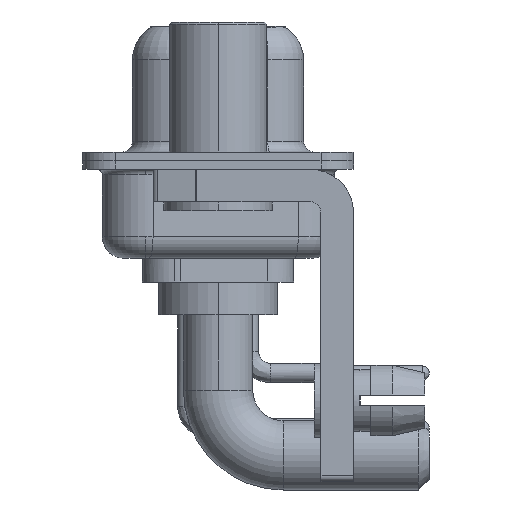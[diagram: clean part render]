
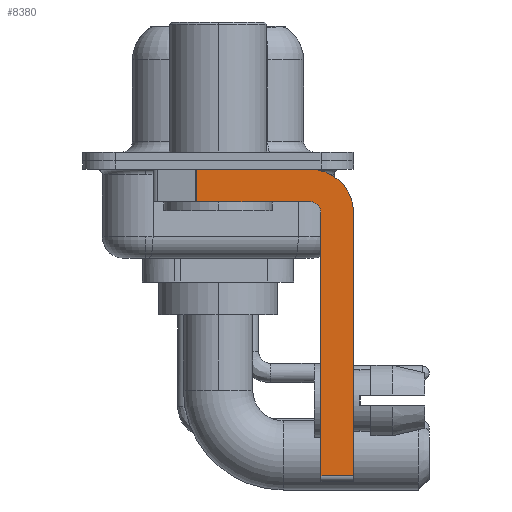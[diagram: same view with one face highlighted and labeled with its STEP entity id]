
A CAD part, left-side view. The second image highlights one B-rep face of the part: STEP entity #8380.
In plain terms, the highlighted planar face has unit normal (-1, 0, 0).
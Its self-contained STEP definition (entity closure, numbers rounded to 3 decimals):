
#206 = AXIS2_PLACEMENT_3D ( 'NONE', #21709, #3606, #513 ) ;
#295 = ORIENTED_EDGE ( 'NONE', *, *, #15957, .F. ) ;
#495 = DIRECTION ( 'NONE',  ( 0., 0., -1. ) ) ;
#513 = DIRECTION ( 'NONE',  ( 0., 0., -1. ) ) ;
#767 = DIRECTION ( 'NONE',  ( 1., 0., 0. ) ) ;
#870 = EDGE_CURVE ( 'NONE', #23804, #3053, #21881, .T. ) ;
#1234 = ORIENTED_EDGE ( 'NONE', *, *, #25514, .T. ) ;
#1448 = VERTEX_POINT ( 'NONE', #18536 ) ;
#2145 = VECTOR ( 'NONE', #8871, 1000. ) ;
#2410 = CARTESIAN_POINT ( 'NONE',  ( -2.9, 0.978, -1.9 ) ) ;
#3053 = VERTEX_POINT ( 'NONE', #17726 ) ;
#3446 = DIRECTION ( 'NONE',  ( 0., -1., 0. ) ) ;
#3606 = DIRECTION ( 'NONE',  ( 1., 0., 0. ) ) ;
#3641 = CARTESIAN_POINT ( 'NONE',  ( -2.9, -4.75, -14.8 ) ) ;
#4025 = DIRECTION ( 'NONE',  ( 0., 0., 1. ) ) ;
#4551 = DIRECTION ( 'NONE',  ( 0., 0., 1. ) ) ;
#5534 = VECTOR ( 'NONE', #3446, 1000. ) ;
#6309 = LINE ( 'NONE', #20189, #18403 ) ;
#6644 = VERTEX_POINT ( 'NONE', #12511 ) ;
#7803 = CARTESIAN_POINT ( 'NONE',  ( -2.9, 3., -0.4 ) ) ;
#8380 = ADVANCED_FACE ( 'NONE', ( #12986 ), #20637, .F. ) ;
#8702 = CARTESIAN_POINT ( 'NONE',  ( -2.9, -4.25, -1.9 ) ) ;
#8814 = EDGE_LOOP ( 'NONE', ( #20898, #1234, #23441, #17603, #17893, #19234, #26137, #295 ) ) ;
#8871 = DIRECTION ( 'NONE',  ( 0., -1., 0. ) ) ;
#8914 = DIRECTION ( 'NONE',  ( -1., 0., 0. ) ) ;
#10318 = DIRECTION ( 'NONE',  ( 0., 1., 0. ) ) ;
#10679 = CARTESIAN_POINT ( 'NONE',  ( -2.9, -6.25, -2.4 ) ) ;
#10748 = VECTOR ( 'NONE', #10318, 1000. ) ;
#11360 = EDGE_CURVE ( 'NONE', #1448, #6644, #25890, .T. ) ;
#11796 = CARTESIAN_POINT ( 'NONE',  ( -2.9, -6.25, -14.55 ) ) ;
#12077 = AXIS2_PLACEMENT_3D ( 'NONE', #20891, #767, #495 ) ;
#12157 = EDGE_CURVE ( 'NONE', #23804, #23180, #18555, .T. ) ;
#12511 = CARTESIAN_POINT ( 'NONE',  ( -2.9, -4.25, -0.4 ) ) ;
#12832 = LINE ( 'NONE', #18629, #10748 ) ;
#12986 = FACE_OUTER_BOUND ( 'NONE', #8814, .T. ) ;
#14378 = DIRECTION ( 'NONE',  ( 0., 0., -1. ) ) ;
#14651 = EDGE_CURVE ( 'NONE', #21801, #20948, #12832, .T. ) ;
#15503 = DIRECTION ( 'NONE',  ( 0., 0., -1. ) ) ;
#15506 = AXIS2_PLACEMENT_3D ( 'NONE', #22780, #8914, #4551 ) ;
#15957 = EDGE_CURVE ( 'NONE', #6644, #21791, #17490, .T. ) ;
#17104 = VECTOR ( 'NONE', #15503, 1000. ) ;
#17476 = LINE ( 'NONE', #21174, #17104 ) ;
#17490 = CIRCLE ( 'NONE', #206, 2. ) ;
#17603 = ORIENTED_EDGE ( 'NONE', *, *, #26168, .F. ) ;
#17726 = CARTESIAN_POINT ( 'NONE',  ( -2.9, -4.75, -2.4 ) ) ;
#17764 = VECTOR ( 'NONE', #4025, 1000. ) ;
#17893 = ORIENTED_EDGE ( 'NONE', *, *, #870, .F. ) ;
#18403 = VECTOR ( 'NONE', #14378, 1000. ) ;
#18536 = CARTESIAN_POINT ( 'NONE',  ( -2.9, 0.978, -0.4 ) ) ;
#18555 = LINE ( 'NONE', #20141, #2145 ) ;
#18629 = CARTESIAN_POINT ( 'NONE',  ( -2.9, -4.25, -1.9 ) ) ;
#19234 = ORIENTED_EDGE ( 'NONE', *, *, #12157, .T. ) ;
#20141 = CARTESIAN_POINT ( 'NONE',  ( -2.9, -4.25, -14.55 ) ) ;
#20189 = CARTESIAN_POINT ( 'NONE',  ( -2.9, 0.978, -1.9 ) ) ;
#20637 = PLANE ( 'NONE',  #12077 ) ;
#20891 = CARTESIAN_POINT ( 'NONE',  ( -2.9, -4.25, -2.4 ) ) ;
#20898 = ORIENTED_EDGE ( 'NONE', *, *, #11360, .F. ) ;
#20948 = VERTEX_POINT ( 'NONE', #2410 ) ;
#21174 = CARTESIAN_POINT ( 'NONE',  ( -2.9, -6.25, -2.4 ) ) ;
#21206 = CARTESIAN_POINT ( 'NONE',  ( -2.9, -4.75, -14.55 ) ) ;
#21709 = CARTESIAN_POINT ( 'NONE',  ( -2.9, -4.25, -2.4 ) ) ;
#21791 = VERTEX_POINT ( 'NONE', #10679 ) ;
#21801 = VERTEX_POINT ( 'NONE', #8702 ) ;
#21881 = LINE ( 'NONE', #3641, #17764 ) ;
#22780 = CARTESIAN_POINT ( 'NONE',  ( -2.9, -4.25, -2.4 ) ) ;
#23180 = VERTEX_POINT ( 'NONE', #11796 ) ;
#23441 = ORIENTED_EDGE ( 'NONE', *, *, #14651, .F. ) ;
#23804 = VERTEX_POINT ( 'NONE', #21206 ) ;
#24454 = EDGE_CURVE ( 'NONE', #21791, #23180, #17476, .T. ) ;
#25514 = EDGE_CURVE ( 'NONE', #1448, #20948, #6309, .T. ) ;
#25890 = LINE ( 'NONE', #7803, #5534 ) ;
#26032 = CIRCLE ( 'NONE', #15506, 0.5 ) ;
#26137 = ORIENTED_EDGE ( 'NONE', *, *, #24454, .F. ) ;
#26168 = EDGE_CURVE ( 'NONE', #3053, #21801, #26032, .T. ) ;
